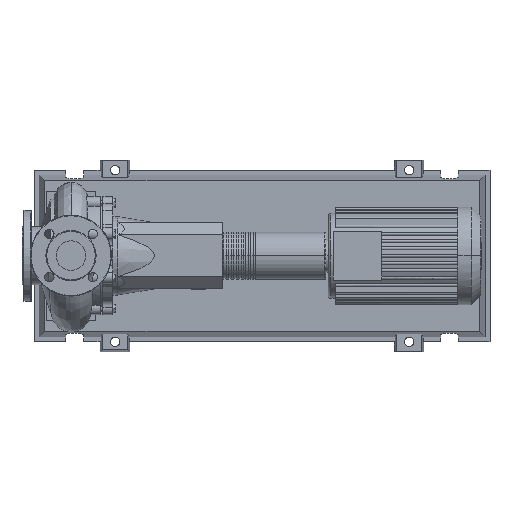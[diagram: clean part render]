
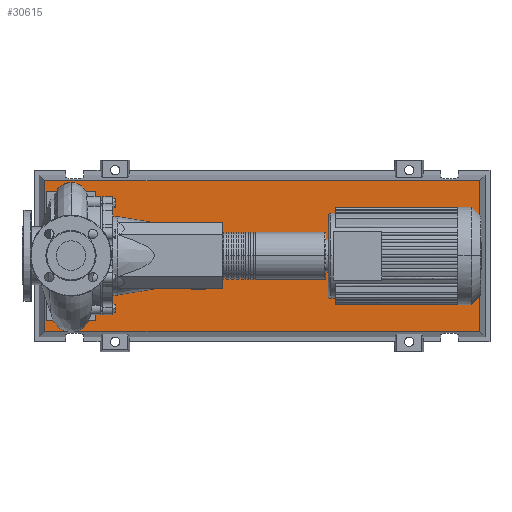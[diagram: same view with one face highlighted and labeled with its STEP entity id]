
A CAD part, top view. The second image highlights one B-rep face of the part: STEP entity #30615.
In plain terms, the highlighted planar face has unit normal (0, 0, 1).
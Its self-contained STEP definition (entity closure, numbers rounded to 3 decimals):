
#30296=CARTESIAN_POINT('',(833.292,-153.292,83.0));
#30297=VERTEX_POINT('',#30296);
#30304=CARTESIAN_POINT('',(-53.292,-153.292,83.0));
#30305=VERTEX_POINT('',#30304);
#30306=CARTESIAN_POINT('',(833.292,-153.292,83.0));
#30307=DIRECTION('',(-1.0,0.0,0.0));
#30308=VECTOR('',#30307,886.584);
#30309=LINE('',#30306,#30308);
#30310=EDGE_CURVE('',#30297,#30305,#30309,.T.);
#30528=CARTESIAN_POINT('',(833.292,153.292,83.0));
#30529=VERTEX_POINT('',#30528);
#30530=CARTESIAN_POINT('',(833.292,153.292,83.0));
#30531=DIRECTION('',(0.0,-1.0,0.0));
#30532=VECTOR('',#30531,306.584);
#30533=LINE('',#30530,#30532);
#30534=EDGE_CURVE('',#30529,#30297,#30533,.T.);
#30552=CARTESIAN_POINT('',(-53.292,153.292,83.0));
#30553=VERTEX_POINT('',#30552);
#30554=CARTESIAN_POINT('',(-53.292,-153.292,83.0));
#30555=DIRECTION('',(0.0,1.0,0.0));
#30556=VECTOR('',#30555,306.584);
#30557=LINE('',#30554,#30556);
#30558=EDGE_CURVE('',#30305,#30553,#30557,.T.);
#30591=CARTESIAN_POINT('',(-53.292,153.292,83.0));
#30592=DIRECTION('',(1.0,0.0,0.0));
#30593=VECTOR('',#30592,886.584);
#30594=LINE('',#30591,#30593);
#30595=EDGE_CURVE('',#30553,#30529,#30594,.T.);
#30604=CARTESIAN_POINT('',(390.,0.,83.0));
#30605=DIRECTION('',(0.0,0.0,1.0));
#30606=DIRECTION('',(1.0,0.0,0.0));
#30607=AXIS2_PLACEMENT_3D('',#30604,#30605,#30606);
#30608=PLANE('',#30607);
#30609=ORIENTED_EDGE('',*,*,#30534,.F.);
#30610=ORIENTED_EDGE('',*,*,#30595,.F.);
#30611=ORIENTED_EDGE('',*,*,#30558,.F.);
#30612=ORIENTED_EDGE('',*,*,#30310,.F.);
#30613=EDGE_LOOP('',(#30609,#30610,#30611,#30612));
#30614=FACE_OUTER_BOUND('',#30613,.T.);
#30615=ADVANCED_FACE('',(#30614),#30608,.T.);
